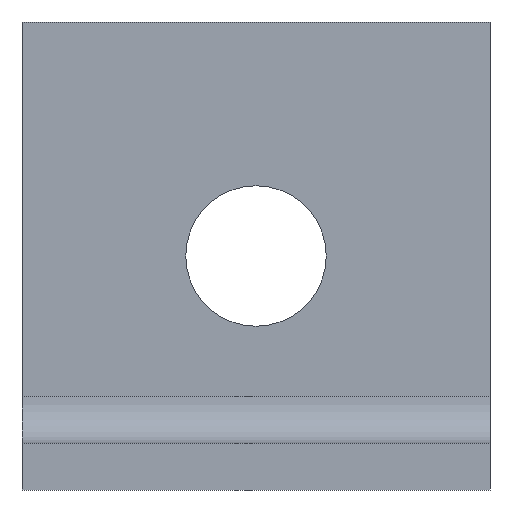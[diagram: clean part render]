
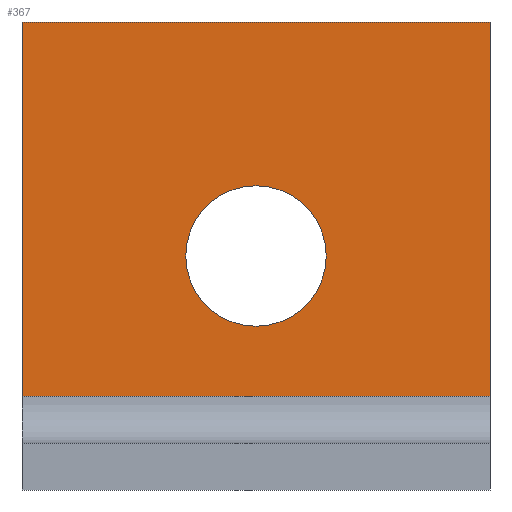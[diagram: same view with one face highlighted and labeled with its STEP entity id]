
A CAD part, front view. The second image highlights one B-rep face of the part: STEP entity #367.
In plain terms, the highlighted planar face has unit normal (0, -1, 0).
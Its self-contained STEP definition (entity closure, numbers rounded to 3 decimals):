
#85=DIRECTION('',(1.,0.,0.));
#86=VECTOR('',#85,50.);
#87=CARTESIAN_POINT('',(-50.,-5.,0.));
#88=LINE('',#87,#86);
#89=DIRECTION('',(0.,0.,-1.));
#90=VECTOR('',#89,40.);
#91=CARTESIAN_POINT('',(0.,-5.,0.));
#92=LINE('',#91,#90);
#93=DIRECTION('',(0.,0.,1.));
#94=VECTOR('',#93,40.);
#95=CARTESIAN_POINT('',(-50.,-5.,-40.));
#96=LINE('',#95,#94);
#97=CARTESIAN_POINT('',(-25.,-5.,-25.));
#98=DIRECTION('',(0.,1.,0.));
#99=DIRECTION('',(-1.,0.,0.));
#100=AXIS2_PLACEMENT_3D('',#97,#98,#99);
#102=CARTESIAN_POINT('',(-25.,-5.,-25.));
#103=DIRECTION('',(0.,1.,0.));
#104=DIRECTION('',(1.,0.,0.));
#105=AXIS2_PLACEMENT_3D('',#102,#103,#104);
#116=DIRECTION('',(1.,0.,0.));
#117=VECTOR('',#116,50.);
#118=CARTESIAN_POINT('',(-50.,-5.,-40.));
#119=LINE('',#118,#117);
#149=CARTESIAN_POINT('',(-50.,-5.,0.));
#150=CARTESIAN_POINT('',(0.,-5.,0.));
#151=VERTEX_POINT('',#149);
#152=VERTEX_POINT('',#150);
#173=CARTESIAN_POINT('',(0.,-5.,-40.));
#174=VERTEX_POINT('',#173);
#175=CARTESIAN_POINT('',(-50.,-5.,-40.));
#176=VERTEX_POINT('',#175);
#181=CARTESIAN_POINT('',(-32.5,-5.,-25.));
#182=CARTESIAN_POINT('',(-17.5,-5.,-25.));
#183=VERTEX_POINT('',#181);
#184=VERTEX_POINT('',#182);
#349=CARTESIAN_POINT('',(0.,-5.,0.));
#350=DIRECTION('',(0.,1.,0.));
#351=DIRECTION('',(1.,0.,0.));
#352=AXIS2_PLACEMENT_3D('',#349,#350,#351);
#353=PLANE('',#352);
#354=ORIENTED_EDGE('',*,*,#215,.T.);
#355=ORIENTED_EDGE('',*,*,#230,.T.);
#357=ORIENTED_EDGE('',*,*,#356,.F.);
#358=ORIENTED_EDGE('',*,*,#343,.T.);
#359=EDGE_LOOP('',(#354,#355,#357,#358));
#360=FACE_OUTER_BOUND('',#359,.F.);
#362=ORIENTED_EDGE('',*,*,#361,.F.);
#364=ORIENTED_EDGE('',*,*,#363,.F.);
#365=EDGE_LOOP('',(#362,#364));
#366=FACE_BOUND('',#365,.F.);
#367=ADVANCED_FACE('',(#360,#366),#353,.F.);
#101=CIRCLE('',#100,7.5);
#106=CIRCLE('',#105,7.5);
#215=EDGE_CURVE('',#151,#152,#88,.T.);
#230=EDGE_CURVE('',#152,#174,#92,.T.);
#343=EDGE_CURVE('',#176,#151,#96,.T.);
#356=EDGE_CURVE('',#176,#174,#119,.T.);
#361=EDGE_CURVE('',#183,#184,#101,.T.);
#363=EDGE_CURVE('',#184,#183,#106,.T.);
